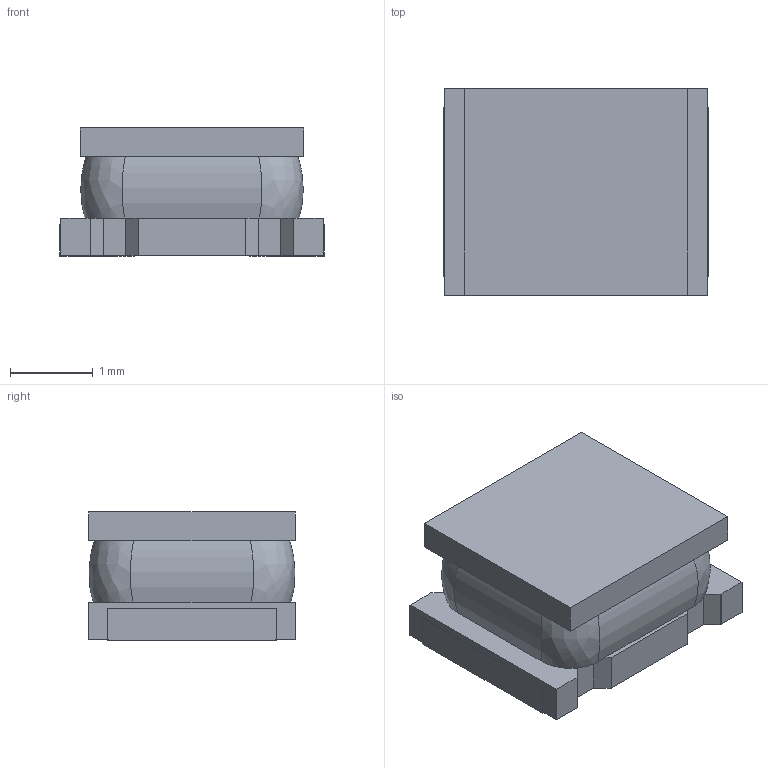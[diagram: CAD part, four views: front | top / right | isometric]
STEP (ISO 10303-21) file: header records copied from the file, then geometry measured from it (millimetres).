
FILE_DESCRIPTION(('CATIA V5 STEP Exchange'),'2;1');
FILE_NAME('LQH32PN_N0.stp','2012-09-11T08:11:02+00:00',('none'),('none'),'CATIA Version 5 Release 20 SP 5 (IN-10)','CATIA V5 STEP AP214','none');
FILE_SCHEMA(('AUTOMOTIVE_DESIGN { 1 0 10303 214 1 1 1 1 }'));
Length unit declared in the file: millimetre
Products named in the file (1): Part1
Bounding box: 3.2 x 2.51 x 1.55 mm (x, y, z)
Volume: 10.5 mm3; surface area: 33.5 mm2
Topology: 1 solids, 1 shells, 79 faces, 232 edges, 156 vertices
Faces by surface type: plane 67, cylinder 8, bspline 4
Entity records: 3293 total; most frequent: CARTESIAN_POINT 843, ORIENTED_EDGE 464, DIRECTION 304, EDGE_CURVE 232, VECTOR 204, LINE 204, VERTEX_POINT 156, EDGE_LOOP 80
